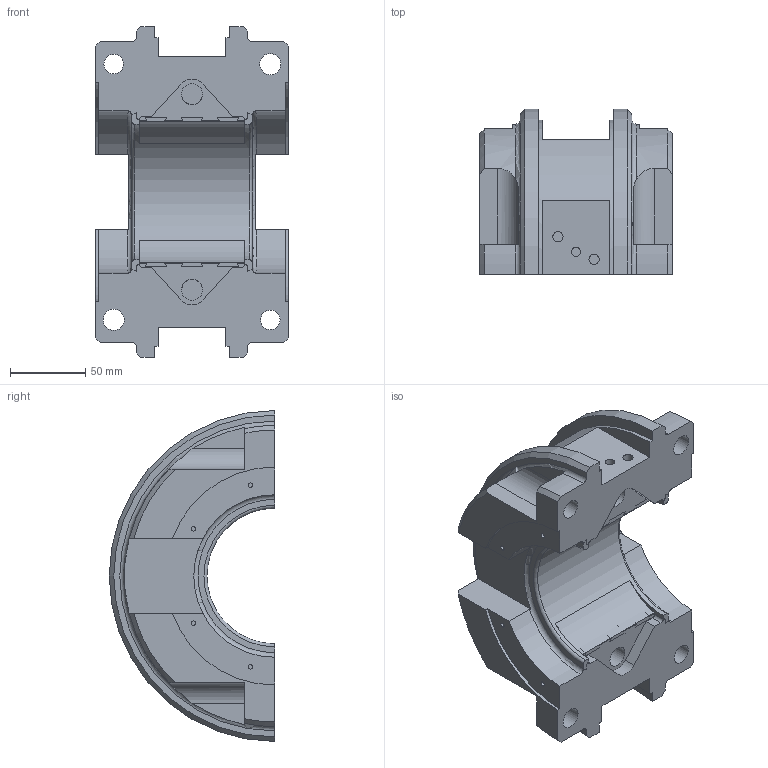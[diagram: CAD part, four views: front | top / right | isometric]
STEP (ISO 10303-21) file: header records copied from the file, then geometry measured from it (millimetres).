
FILE_DESCRIPTION(/* description */ (''),/* implementation_level */ '2;1');
FILE_NAME(/* name */ '3-04-23045-side2.stp',/* time_stamp */ '2023-12-04T10:53:43+05:00',/* author */ (''),/* organization */ (''),/* preprocessor_version */ 'ST-DEVELOPER v16.7',/* originating_system */ 'SIEMENS PLM Software NX 12.0',/* authorisation */ '');
FILE_SCHEMA (('AUTOMOTIVE_DESIGN { 1 0 10303 214 3 1 1 1 }'));
Length unit declared in the file: millimetre
Products named in the file (1): model1
Bounding box: 128 x 110 x 220 mm (x, y, z)
Volume: 1305048.3 mm3; surface area: 158040.1 mm2
Topology: 2 solids, 2 shells, 204 faces, 526 edges, 347 vertices
Faces by surface type: plane 95, cylinder 73, cone 26, torus 10
Full cylindrical faces by diameter (mm): 3 x8, 6 x3, 6.8 x6, 13 x2, 14 x6
Entity records: 6260 total; most frequent: CARTESIAN_POINT 1257, DIRECTION 1076, ORIENTED_EDGE 986, EDGE_CURVE 493, AXIS2_PLACEMENT_3D 430, VERTEX_POINT 339, EDGE_LOOP 262, LINE 216
